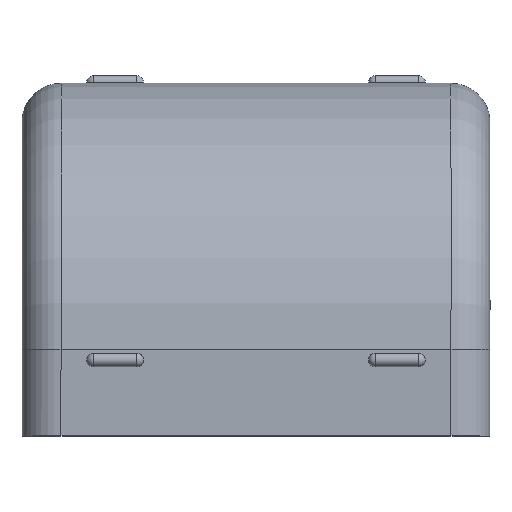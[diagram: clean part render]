
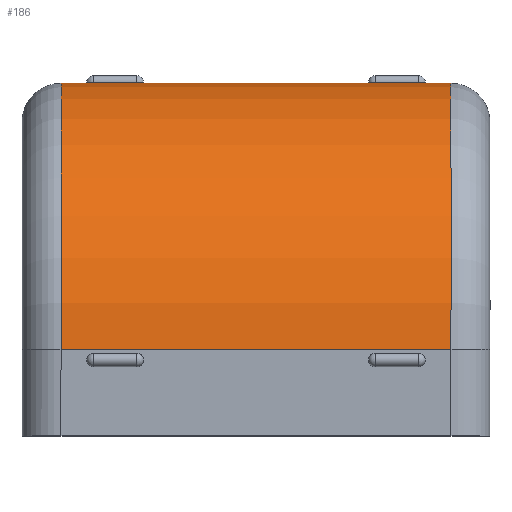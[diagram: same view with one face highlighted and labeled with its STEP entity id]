
A CAD part, top view. The second image highlights one B-rep face of the part: STEP entity #186.
In plain terms, the highlighted cylindrical face has radius 123 mm (diameter 246 mm), a partial arc.
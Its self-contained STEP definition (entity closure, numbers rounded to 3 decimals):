
#186=ADVANCED_FACE('',(#422),#423,.T.);
#422=FACE_OUTER_BOUND('',#724,.T.);
#423=CYLINDRICAL_SURFACE('',#725,123.0);
#724=EDGE_LOOP('',(#1683,#1684,#1685,#1686));
#725=AXIS2_PLACEMENT_3D('',#1687,#1688,#1689);
#1683=ORIENTED_EDGE('',*,*,#2041,.F.);
#1684=ORIENTED_EDGE('',*,*,#2001,.T.);
#1685=ORIENTED_EDGE('',*,*,#2175,.T.);
#1686=ORIENTED_EDGE('',*,*,#2150,.F.);
#1687=CARTESIAN_POINT('',(85.,44.593,100.687));
#1688=DIRECTION('',(-1.0,0.,0.));
#1689=DIRECTION('',(0.,0.,1.0));
#2001=EDGE_CURVE('',#2662,#2799,#2800,.T.);
#2041=EDGE_CURVE('',#2662,#2863,#2864,.T.);
#2150=EDGE_CURVE('',#2863,#3040,#3041,.T.);
#2175=EDGE_CURVE('',#2799,#3040,#3079,.T.);
#2662=VERTEX_POINT('',#3255);
#2799=VERTEX_POINT('',#3440);
#2800=LINE('',#3441,#3442);
#2863=VERTEX_POINT('',#3531);
#2864=CIRCLE('',#3532,123.0);
#3040=VERTEX_POINT('',#3767);
#3041=LINE('',#3768,#3769);
#3079=CIRCLE('',#3823,123.0);
#3255=CARTESIAN_POINT('',(-5.,44.593,223.687));
#3440=CARTESIAN_POINT('',(175.0,44.593,223.687));
#3441=CARTESIAN_POINT('',(-5.,44.593,223.687));
#3442=VECTOR('',#4217,1.0);
#3531=CARTESIAN_POINT('',(-5.,167.593,100.687));
#3532=AXIS2_PLACEMENT_3D('',#4283,#4284,#4285);
#3767=CARTESIAN_POINT('',(175.,167.593,100.687));
#3768=CARTESIAN_POINT('',(-5.,167.593,100.687));
#3769=VECTOR('',#4492,1.0);
#3823=AXIS2_PLACEMENT_3D('',#4533,#4534,#4535);
#4217=DIRECTION('',(1.0,0.,0.));
#4283=CARTESIAN_POINT('',(-5.,44.593,100.687));
#4284=DIRECTION('',(-1.0,0.,0.));
#4285=DIRECTION('',(0.,0.,1.0));
#4492=DIRECTION('',(1.0,0.,0.));
#4533=CARTESIAN_POINT('',(175.,44.593,100.687));
#4534=DIRECTION('',(-1.0,0.,0.));
#4535=DIRECTION('',(0.,0.,1.0));
